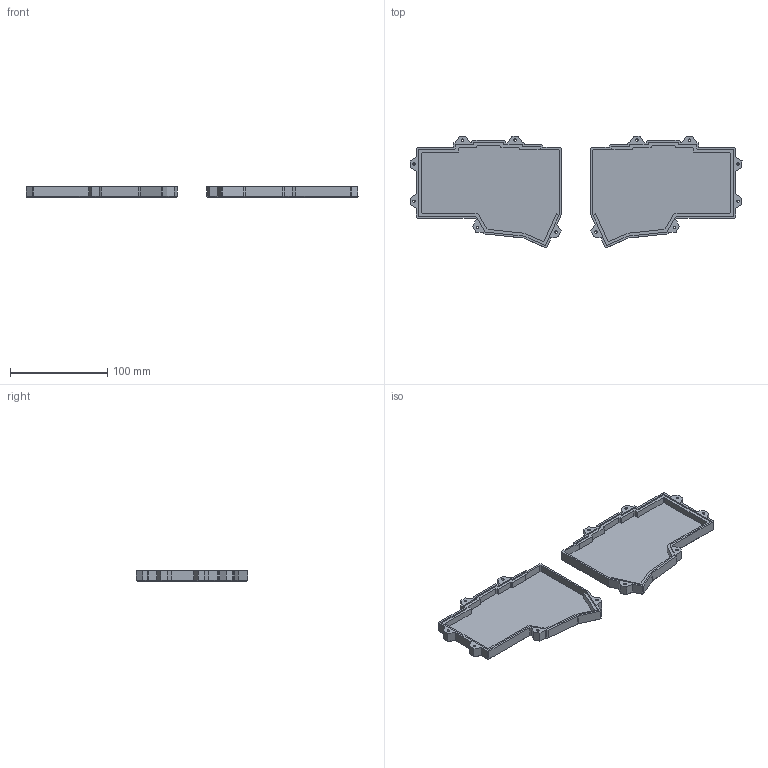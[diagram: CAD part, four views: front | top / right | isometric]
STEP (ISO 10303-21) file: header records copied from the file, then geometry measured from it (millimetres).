
FILE_DESCRIPTION(/* description */ ('KiCad electronic assembly'),/* implementation_level */ '2;1');
FILE_NAME(/* name */ 'both bottom case parts step.step',/* time_stamp */ '2025-09-28T15:37:26+02:00',/* author */ (''),/* organization */ (''),/* preprocessor_version */ 'ST-DEVELOPER v20.1',/* originating_system */ 'Autodesk Translation Framework v14.17.0.0',/* authorisation */ '');
FILE_SCHEMA (('AUTOMOTIVE_DESIGN { 1 0 10303 214 3 1 1 }'));
Length unit declared in the file: millimetre
Products named in the file (3): 3x6-plate-top-cherrymx 1; bottom case; bottom case_1
Assembly tree (2 placements, depth 2):
  3x6-plate-top-cherrymx 1
    bottom case
    bottom case_1
Bounding box: 341.4 x 114.7 x 10.85 mm (x, y, z)
Volume: 113700.3 mm3; surface area: 73488.5 mm2
Topology: 2 solids, 2 shells, 524 faces, 1324 edges, 848 vertices
Faces by surface type: plane 500, cylinder 24
Full cylindrical faces by diameter (mm): 2.5 x12, 4.2 x12
Entity records: 15444 total; most frequent: CARTESIAN_POINT 2701, ORIENTED_EDGE 2648, DIRECTION 2430, EDGE_CURVE 1324, LINE 1276, VECTOR 1276, VERTEX_POINT 848, EDGE_LOOP 592
